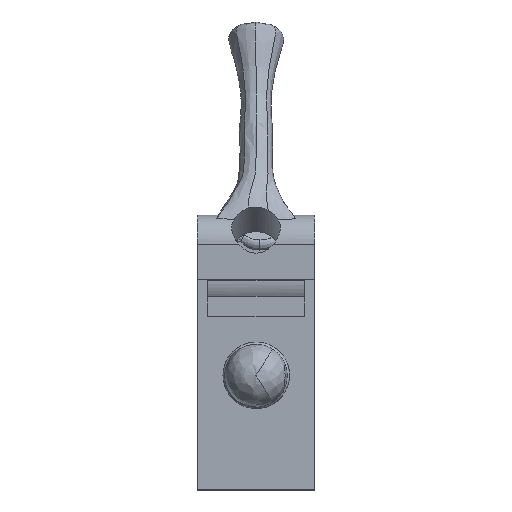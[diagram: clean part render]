
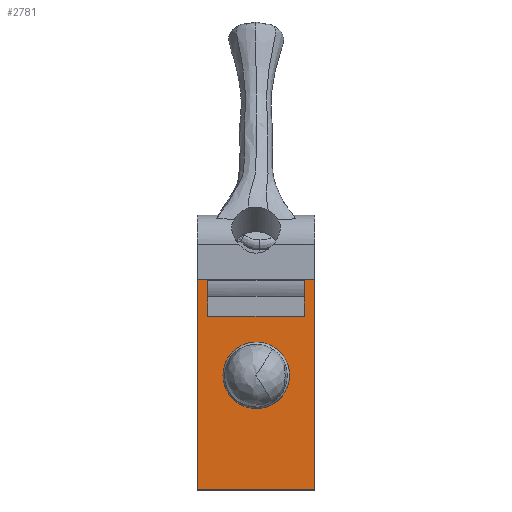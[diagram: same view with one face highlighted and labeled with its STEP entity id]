
A CAD part, top view. The second image highlights one B-rep face of the part: STEP entity #2781.
In plain terms, the highlighted planar face has unit normal (0, 0, 1).
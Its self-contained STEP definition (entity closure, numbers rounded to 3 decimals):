
#163=FACE_BOUND('',#1031,.T.);
#232=PLANE('',#3023);
#413=LINE('',#13200,#630);
#415=LINE('',#13204,#632);
#418=LINE('',#13210,#635);
#419=LINE('',#13212,#636);
#420=LINE('',#13214,#637);
#421=LINE('',#13216,#638);
#422=LINE('',#13218,#639);
#423=LINE('',#13219,#640);
#630=VECTOR('',#3605,10.);
#632=VECTOR('',#3609,10.);
#635=VECTOR('',#3614,10.);
#636=VECTOR('',#3615,10.);
#637=VECTOR('',#3616,10.);
#638=VECTOR('',#3617,10.);
#639=VECTOR('',#3618,10.);
#640=VECTOR('',#3619,10.);
#857=FACE_OUTER_BOUND('',#1030,.T.);
#1030=EDGE_LOOP('',(#2499,#2500,#2501,#2502,#2503,#2504,#2505,#2506));
#1031=EDGE_LOOP('',(#2507));
#1159=CIRCLE('',#3024,16.675);
#1397=VERTEX_POINT('',#13197);
#1398=VERTEX_POINT('',#13199);
#1399=VERTEX_POINT('',#13203);
#1401=VERTEX_POINT('',#13209);
#1402=VERTEX_POINT('',#13211);
#1403=VERTEX_POINT('',#13213);
#1404=VERTEX_POINT('',#13215);
#1405=VERTEX_POINT('',#13217);
#1406=VERTEX_POINT('',#13220);
#1776=EDGE_CURVE('',#1398,#1397,#413,.T.);
#1778=EDGE_CURVE('',#1399,#1398,#415,.T.);
#1781=EDGE_CURVE('',#1397,#1401,#418,.T.);
#1782=EDGE_CURVE('',#1402,#1401,#419,.T.);
#1783=EDGE_CURVE('',#1403,#1402,#420,.T.);
#1784=EDGE_CURVE('',#1404,#1403,#421,.T.);
#1785=EDGE_CURVE('',#1404,#1405,#422,.T.);
#1786=EDGE_CURVE('',#1399,#1405,#423,.T.);
#1787=EDGE_CURVE('',#1406,#1406,#1159,.T.);
#2499=ORIENTED_EDGE('',*,*,#1778,.T.);
#2500=ORIENTED_EDGE('',*,*,#1776,.T.);
#2501=ORIENTED_EDGE('',*,*,#1781,.T.);
#2502=ORIENTED_EDGE('',*,*,#1782,.F.);
#2503=ORIENTED_EDGE('',*,*,#1783,.F.);
#2504=ORIENTED_EDGE('',*,*,#1784,.F.);
#2505=ORIENTED_EDGE('',*,*,#1785,.T.);
#2506=ORIENTED_EDGE('',*,*,#1786,.F.);
#2507=ORIENTED_EDGE('',*,*,#1787,.T.);
#2781=ADVANCED_FACE('',(#857,#163),#232,.T.);
#3023=AXIS2_PLACEMENT_3D('',#13208,#3612,#3613);
#3024=AXIS2_PLACEMENT_3D('',#13221,#3620,#3621);
#3605=DIRECTION('',(-1.,0.,0.));
#3609=DIRECTION('',(0.,-1.,0.));
#3612=DIRECTION('center_axis',(0.,0.,1.));
#3613=DIRECTION('ref_axis',(1.,0.,0.));
#3614=DIRECTION('',(0.,1.,0.));
#3615=DIRECTION('',(1.,0.,0.));
#3616=DIRECTION('',(0.,1.,0.));
#3617=DIRECTION('',(-1.,0.,0.));
#3618=DIRECTION('',(0.,1.,0.));
#3619=DIRECTION('',(1.,0.,0.));
#3620=DIRECTION('center_axis',(0.,0.,-1.));
#3621=DIRECTION('ref_axis',(1.,0.,0.));
#13197=CARTESIAN_POINT('',(-25.85,92.7,15.5));
#13199=CARTESIAN_POINT('',(25.85,92.7,15.5));
#13200=CARTESIAN_POINT('',(-2.825,92.7,15.5));
#13203=CARTESIAN_POINT('',(25.85,112.32,15.5));
#13204=CARTESIAN_POINT('',(25.85,56.16,15.5));
#13208=CARTESIAN_POINT('Origin',(-31.5,0.,15.5));
#13209=CARTESIAN_POINT('',(-25.85,112.32,15.5));
#13210=CARTESIAN_POINT('',(-25.85,46.35,15.5));
#13211=CARTESIAN_POINT('',(-31.5,112.32,15.5));
#13212=CARTESIAN_POINT('',(31.5,112.32,15.5));
#13213=CARTESIAN_POINT('',(-31.5,0.,15.5));
#13214=CARTESIAN_POINT('',(-31.5,0.,15.5));
#13215=CARTESIAN_POINT('',(31.5,0.,15.5));
#13216=CARTESIAN_POINT('',(31.5,0.,15.5));
#13217=CARTESIAN_POINT('',(31.5,112.32,15.5));
#13218=CARTESIAN_POINT('',(31.5,0.,15.5));
#13219=CARTESIAN_POINT('',(31.5,112.32,15.5));
#13220=CARTESIAN_POINT('',(-16.675,61.,15.5));
#13221=CARTESIAN_POINT('Origin',(0.,61.,15.5));
